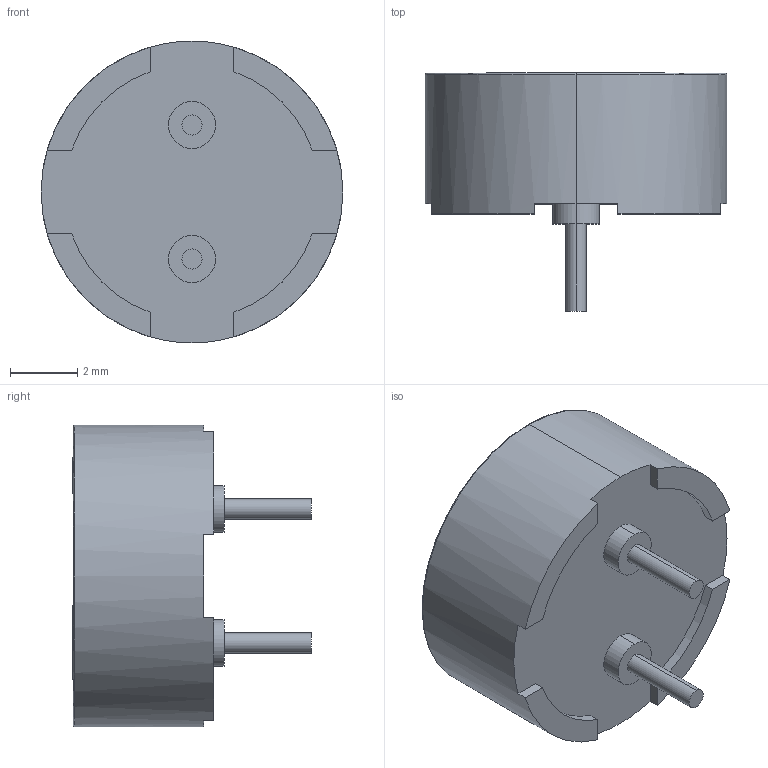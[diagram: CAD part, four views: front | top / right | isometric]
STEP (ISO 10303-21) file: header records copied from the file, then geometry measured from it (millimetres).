
FILE_DESCRIPTION(('FreeCAD Model'),'2;1');
FILE_NAME('Open CASCADE Shape Model','2024-06-24T23:21:01',(''),(''), 'Open CASCADE STEP processor 7.6','FreeCAD','Unknown');
FILE_SCHEMA(('AUTOMOTIVE_DESIGN { 1 0 10303 214 1 1 1 1 }'));
Length unit declared in the file: millimetre
Products named in the file (1): Pocket
Bounding box: 9 x 7.11 x 9 mm (x, y, z)
Volume: 252.8 mm3; surface area: 268.7 mm2
Topology: 1 solids, 1 shells, 153 faces, 397 edges, 264 vertices
Faces by surface type: plane 77, bspline 58, cylinder 16, torus 2
Entity records: 8374 total; most frequent: CARTESIAN_POINT 4601, ORIENTED_EDGE 794, DIRECTION 517, EDGE_CURVE 397, VERTEX_POINT 264, LINE 237, VECTOR 237, FACE_BOUND 171
